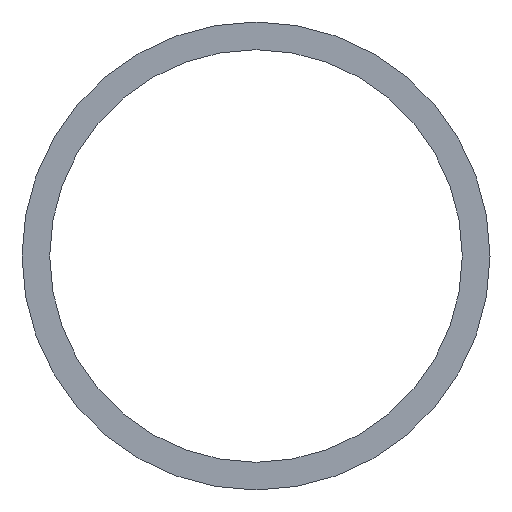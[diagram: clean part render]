
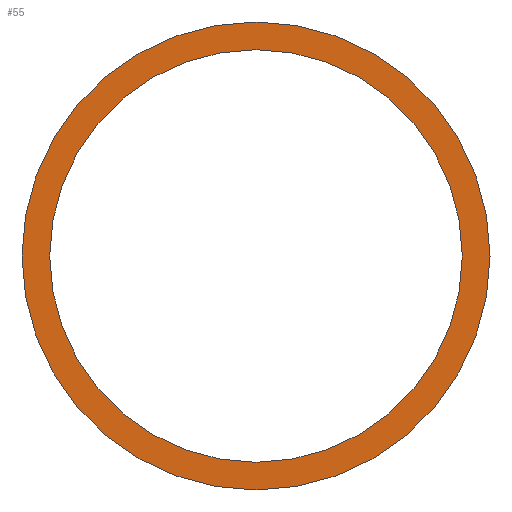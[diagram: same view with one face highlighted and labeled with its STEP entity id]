
A CAD part, left-side view. The second image highlights one B-rep face of the part: STEP entity #55.
In plain terms, the highlighted planar face has unit normal (-1, 0, 0).
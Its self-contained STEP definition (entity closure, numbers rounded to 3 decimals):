
#51 = VERTEX_POINT( '', #121 );
#55 = ADVANCED_FACE( '', ( #125, #126 ), #127, .F. );
#61 = EDGE_CURVE( '', #71, #51, #134, .T. );
#63 = EDGE_CURVE( '', #51, #71, #136, .T. );
#69 = VERTEX_POINT( '', #142 );
#71 = VERTEX_POINT( '', #144 );
#77 = VERTEX_POINT( '', #150 );
#79 = EDGE_CURVE( '', #69, #77, #152, .T. );
#97 = EDGE_CURVE( '', #77, #69, #175, .T. );
#121 = CARTESIAN_POINT( '', ( 0., 0., 400. ) );
#125 = FACE_OUTER_BOUND( '', #194, .T. );
#126 = FACE_BOUND( '', #195, .T. );
#127 = PLANE( '', #196 );
#134 = CIRCLE( '', #204, 400. );
#136 = CIRCLE( '', #207, 400. );
#142 = CARTESIAN_POINT( '', ( 0., 0., 352.6 ) );
#144 = CARTESIAN_POINT( '', ( 0., 0., -400. ) );
#150 = CARTESIAN_POINT( '', ( 0., 0., -352.6 ) );
#152 = CIRCLE( '', #227, 352.6 );
#175 = CIRCLE( '', #255, 352.6 );
#194 = EDGE_LOOP( '', ( #270, #271 ) );
#195 = EDGE_LOOP( '', ( #272, #273 ) );
#196 = AXIS2_PLACEMENT_3D( '', #274, #275, #276 );
#204 = AXIS2_PLACEMENT_3D( '', #285, #286, #287 );
#207 = AXIS2_PLACEMENT_3D( '', #288, #289, #290 );
#227 = AXIS2_PLACEMENT_3D( '', #299, #300, #301 );
#255 = AXIS2_PLACEMENT_3D( '', #336, #337, #338 );
#270 = ORIENTED_EDGE( '', *, *, #61, .F. );
#271 = ORIENTED_EDGE( '', *, *, #63, .F. );
#272 = ORIENTED_EDGE( '', *, *, #97, .T. );
#273 = ORIENTED_EDGE( '', *, *, #79, .T. );
#274 = CARTESIAN_POINT( '', ( 0., 0., 0. ) );
#275 = DIRECTION( '', ( 1., 0., 0. ) );
#276 = DIRECTION( '', ( 0., 0., -1. ) );
#285 = CARTESIAN_POINT( '', ( 0., 0., 0. ) );
#286 = DIRECTION( '', ( 1., 0., 0. ) );
#287 = DIRECTION( '', ( 0., 0., -1. ) );
#288 = CARTESIAN_POINT( '', ( 0., 0., 0. ) );
#289 = DIRECTION( '', ( 1., 0., 0. ) );
#290 = DIRECTION( '', ( 0., 0., -1. ) );
#299 = CARTESIAN_POINT( '', ( 0., 0., 0. ) );
#300 = DIRECTION( '', ( 1., 0., 0. ) );
#301 = DIRECTION( '', ( 0., 0., -1. ) );
#336 = CARTESIAN_POINT( '', ( 0., 0., 0. ) );
#337 = DIRECTION( '', ( 1., 0., 0. ) );
#338 = DIRECTION( '', ( 0., 0., -1. ) );
